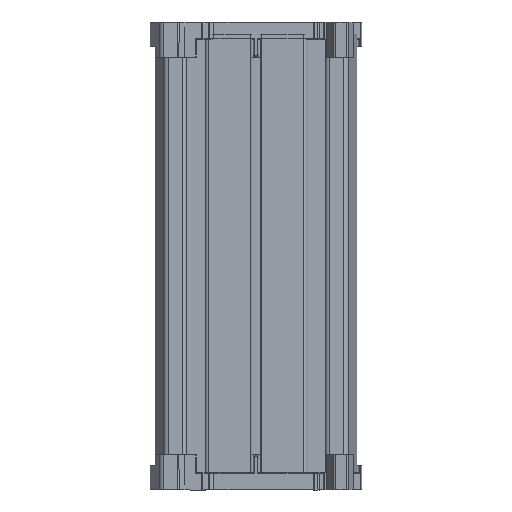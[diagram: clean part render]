
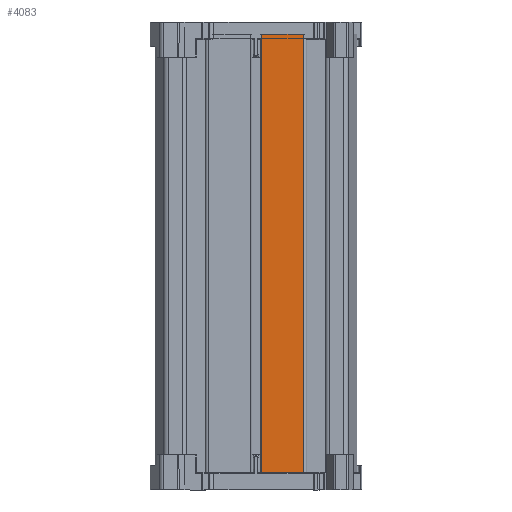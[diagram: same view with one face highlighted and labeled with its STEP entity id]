
A CAD part, front view. The second image highlights one B-rep face of the part: STEP entity #4083.
In plain terms, the highlighted planar face has unit normal (0, -1, 0).
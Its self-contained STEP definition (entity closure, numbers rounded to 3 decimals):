
#968 = CARTESIAN_POINT ( 'NONE',  ( 1.25, -15.55, -21. ) ) ;
#1765 = EDGE_CURVE ( 'NONE', #11815, #14517, #4416, .T. ) ;
#2512 = CARTESIAN_POINT ( 'NONE',  ( 10.8, -15.55, -21. ) ) ;
#3067 = VECTOR ( 'NONE', #16071, 1000. ) ;
#4050 = DIRECTION ( 'NONE',  ( 1., 0., 0. ) ) ;
#4083 = ADVANCED_FACE ( 'NONE', ( #5925 ), #9371, .T. ) ;
#4416 = LINE ( 'NONE', #12259, #9374 ) ;
#4910 = EDGE_CURVE ( 'NONE', #11815, #6945, #5241, .T. ) ;
#5076 = CARTESIAN_POINT ( 'NONE',  ( 10.8, -15.55, -21. ) ) ;
#5095 = CARTESIAN_POINT ( 'NONE',  ( 10.8, -15.55, 79. ) ) ;
#5211 = DIRECTION ( 'NONE',  ( 0., -1., 0. ) ) ;
#5241 = LINE ( 'NONE', #13677, #9559 ) ;
#5413 = DIRECTION ( 'NONE',  ( 0., 0., 1. ) ) ;
#5499 = DIRECTION ( 'NONE',  ( 1., 0., 0. ) ) ;
#5843 = EDGE_CURVE ( 'NONE', #14517, #15374, #17744, .T. ) ;
#5925 = FACE_OUTER_BOUND ( 'NONE', #6224, .T. ) ;
#6224 = EDGE_LOOP ( 'NONE', ( #16569, #9336, #11782, #16974 ) ) ;
#6945 = VERTEX_POINT ( 'NONE', #14520 ) ;
#9336 = ORIENTED_EDGE ( 'NONE', *, *, #4910, .F. ) ;
#9371 = PLANE ( 'NONE',  #15105 ) ;
#9374 = VECTOR ( 'NONE', #4050, 1000. ) ;
#9559 = VECTOR ( 'NONE', #5413, 1000. ) ;
#11211 = LINE ( 'NONE', #12371, #14881 ) ;
#11782 = ORIENTED_EDGE ( 'NONE', *, *, #1765, .T. ) ;
#11815 = VERTEX_POINT ( 'NONE', #968 ) ;
#12259 = CARTESIAN_POINT ( 'NONE',  ( 1.25, -15.55, -21. ) ) ;
#12371 = CARTESIAN_POINT ( 'NONE',  ( 1.25, -15.55, 79. ) ) ;
#13677 = CARTESIAN_POINT ( 'NONE',  ( 1.25, -15.55, -21. ) ) ;
#14517 = VERTEX_POINT ( 'NONE', #2512 ) ;
#14520 = CARTESIAN_POINT ( 'NONE',  ( 1.25, -15.55, 79. ) ) ;
#14881 = VECTOR ( 'NONE', #5499, 1000. ) ;
#14886 = DIRECTION ( 'NONE',  ( 0., 0., -1. ) ) ;
#14996 = CARTESIAN_POINT ( 'NONE',  ( 1.25, -15.55, -21. ) ) ;
#15105 = AXIS2_PLACEMENT_3D ( 'NONE', #14996, #5211, #14886 ) ;
#15374 = VERTEX_POINT ( 'NONE', #5095 ) ;
#16071 = DIRECTION ( 'NONE',  ( 0., 0., 1. ) ) ;
#16188 = EDGE_CURVE ( 'NONE', #6945, #15374, #11211, .T. ) ;
#16569 = ORIENTED_EDGE ( 'NONE', *, *, #16188, .F. ) ;
#16974 = ORIENTED_EDGE ( 'NONE', *, *, #5843, .T. ) ;
#17744 = LINE ( 'NONE', #5076, #3067 ) ;
